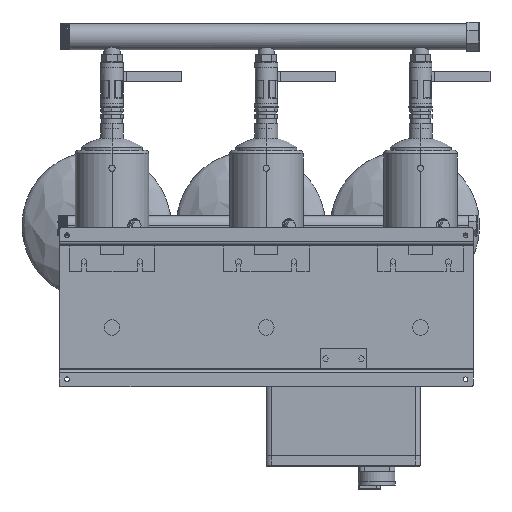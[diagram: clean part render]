
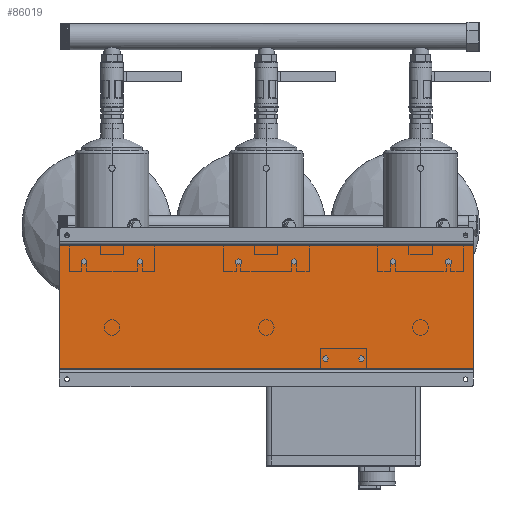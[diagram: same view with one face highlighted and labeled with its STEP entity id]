
A CAD part, front view. The second image highlights one B-rep face of the part: STEP entity #86019.
In plain terms, the highlighted planar face has unit normal (0, -1, 0).
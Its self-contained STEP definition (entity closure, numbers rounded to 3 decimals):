
#1510 = DIRECTION ( 'NONE',  ( -1., 0., 0. ) ) ;
#2379 = VERTEX_POINT ( 'NONE', #23454 ) ;
#3325 = CARTESIAN_POINT ( 'NONE',  ( 402.5, 52., 120. ) ) ;
#4737 = VECTOR ( 'NONE', #1510, 1000. ) ;
#11941 = VERTEX_POINT ( 'NONE', #107295 ) ;
#23454 = CARTESIAN_POINT ( 'NONE',  ( -402.5, 52., -120. ) ) ;
#24645 = ORIENTED_EDGE ( 'NONE', *, *, #63293, .T. ) ;
#34290 = LINE ( 'NONE', #92859, #66076 ) ;
#40840 = AXIS2_PLACEMENT_3D ( 'NONE', #108553, #107941, #99408 ) ;
#42696 = PLANE ( 'NONE',  #40840 ) ;
#47206 = CARTESIAN_POINT ( 'NONE',  ( -402.5, 52., -120. ) ) ;
#47390 = CARTESIAN_POINT ( 'NONE',  ( 402.5, 52., -120. ) ) ;
#51211 = FACE_OUTER_BOUND ( 'NONE', #93155, .T. ) ;
#53984 = ORIENTED_EDGE ( 'NONE', *, *, #113373, .F. ) ;
#57551 = LINE ( 'NONE', #94743, #120487 ) ;
#63293 = EDGE_CURVE ( 'NONE', #97300, #2379, #85615, .T. ) ;
#66076 = VECTOR ( 'NONE', #110017, 1000. ) ;
#70950 = VECTOR ( 'NONE', #113692, 1000. ) ;
#82147 = ORIENTED_EDGE ( 'NONE', *, *, #108086, .F. ) ;
#85285 = CARTESIAN_POINT ( 'NONE',  ( -402.5, 52., 120. ) ) ;
#85601 = DIRECTION ( 'NONE',  ( 0., 0., -1. ) ) ;
#85615 = LINE ( 'NONE', #47206, #70950 ) ;
#86019 = ADVANCED_FACE ( 'NONE', ( #51211 ), #42696, .F. ) ;
#92859 = CARTESIAN_POINT ( 'NONE',  ( 402.5, 52., -120. ) ) ;
#93155 = EDGE_LOOP ( 'NONE', ( #24645, #82147, #53984, #104665 ) ) ;
#94743 = CARTESIAN_POINT ( 'NONE',  ( 402.5, 52., 120. ) ) ;
#96072 = LINE ( 'NONE', #3325, #4737 ) ;
#97300 = VERTEX_POINT ( 'NONE', #85285 ) ;
#98746 = EDGE_CURVE ( 'NONE', #11941, #97300, #96072, .T. ) ;
#99408 = DIRECTION ( 'NONE',  ( 0., 0., 1. ) ) ;
#104665 = ORIENTED_EDGE ( 'NONE', *, *, #98746, .T. ) ;
#106800 = VERTEX_POINT ( 'NONE', #47390 ) ;
#107295 = CARTESIAN_POINT ( 'NONE',  ( 402.5, 52., 120. ) ) ;
#107941 = DIRECTION ( 'NONE',  ( 0., 1., 0. ) ) ;
#108086 = EDGE_CURVE ( 'NONE', #106800, #2379, #34290, .T. ) ;
#108553 = CARTESIAN_POINT ( 'NONE',  ( 402.5, 52., -120. ) ) ;
#110017 = DIRECTION ( 'NONE',  ( -1., 0., 0. ) ) ;
#113373 = EDGE_CURVE ( 'NONE', #11941, #106800, #57551, .T. ) ;
#113692 = DIRECTION ( 'NONE',  ( 0., 0., -1. ) ) ;
#120487 = VECTOR ( 'NONE', #85601, 1000. ) ;
